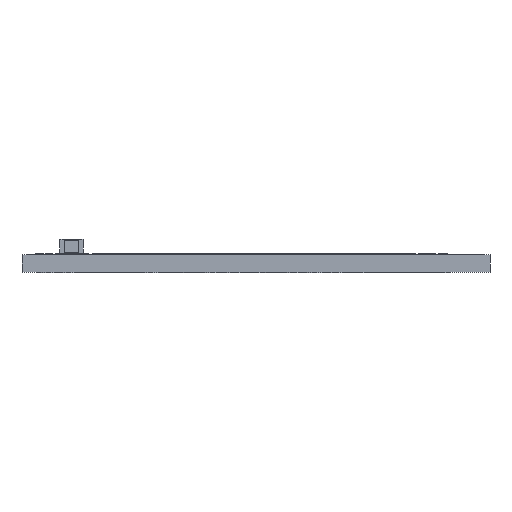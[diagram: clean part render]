
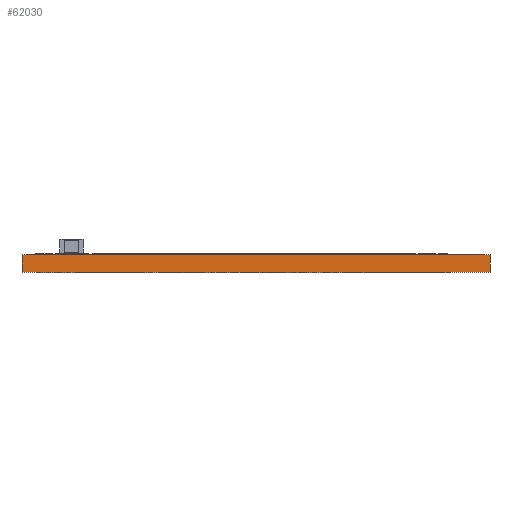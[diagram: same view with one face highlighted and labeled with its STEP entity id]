
A CAD part, front view. The second image highlights one B-rep face of the part: STEP entity #62030.
In plain terms, the highlighted planar face has unit normal (0, -1, 0).
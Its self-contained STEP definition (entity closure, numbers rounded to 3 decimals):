
#62030 = ADVANCED_FACE('',(#62031),#62065,.T.);
#62031 = FACE_BOUND('',#62032,.T.);
#62032 = EDGE_LOOP('',(#62033,#62043,#62051,#62059));
#62033 = ORIENTED_EDGE('',*,*,#62034,.T.);
#62034 = EDGE_CURVE('',#62035,#62037,#62039,.T.);
#62035 = VERTEX_POINT('',#62036);
#62036 = CARTESIAN_POINT('',(139.,-107.25,0.));
#62037 = VERTEX_POINT('',#62038);
#62038 = CARTESIAN_POINT('',(139.,-107.25,1.51));
#62039 = LINE('',#62040,#62041);
#62040 = CARTESIAN_POINT('',(139.,-107.25,0.));
#62041 = VECTOR('',#62042,1.);
#62042 = DIRECTION('',(0.,0.,1.));
#62043 = ORIENTED_EDGE('',*,*,#62044,.T.);
#62044 = EDGE_CURVE('',#62037,#62045,#62047,.T.);
#62045 = VERTEX_POINT('',#62046);
#62046 = CARTESIAN_POINT('',(99.,-107.25,1.51));
#62047 = LINE('',#62048,#62049);
#62048 = CARTESIAN_POINT('',(139.,-107.25,1.51));
#62049 = VECTOR('',#62050,1.);
#62050 = DIRECTION('',(-1.,0.,0.));
#62051 = ORIENTED_EDGE('',*,*,#62052,.F.);
#62052 = EDGE_CURVE('',#62053,#62045,#62055,.T.);
#62053 = VERTEX_POINT('',#62054);
#62054 = CARTESIAN_POINT('',(99.,-107.25,0.));
#62055 = LINE('',#62056,#62057);
#62056 = CARTESIAN_POINT('',(99.,-107.25,0.));
#62057 = VECTOR('',#62058,1.);
#62058 = DIRECTION('',(0.,0.,1.));
#62059 = ORIENTED_EDGE('',*,*,#62060,.F.);
#62060 = EDGE_CURVE('',#62035,#62053,#62061,.T.);
#62061 = LINE('',#62062,#62063);
#62062 = CARTESIAN_POINT('',(139.,-107.25,0.));
#62063 = VECTOR('',#62064,1.);
#62064 = DIRECTION('',(-1.,0.,0.));
#62065 = PLANE('',#62066);
#62066 = AXIS2_PLACEMENT_3D('',#62067,#62068,#62069);
#62067 = CARTESIAN_POINT('',(139.,-107.25,0.));
#62068 = DIRECTION('',(0.,-1.,0.));
#62069 = DIRECTION('',(-1.,0.,0.));
